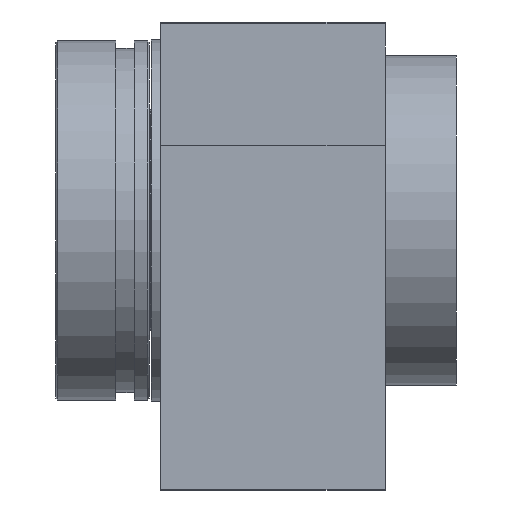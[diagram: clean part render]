
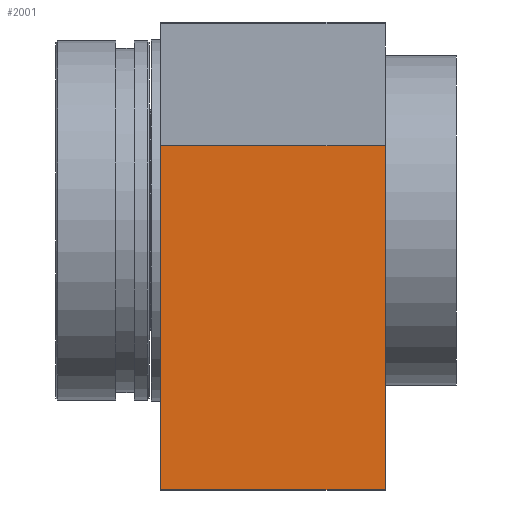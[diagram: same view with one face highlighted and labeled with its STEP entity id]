
A CAD part, left-side view. The second image highlights one B-rep face of the part: STEP entity #2001.
In plain terms, the highlighted planar face has unit normal (-1, 0, 0).
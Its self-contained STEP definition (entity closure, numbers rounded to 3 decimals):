
#100=PLANE('',#2181);
#147=FACE_OUTER_BOUND('',#256,.T.);
#256=EDGE_LOOP('',(#1373,#1374,#1375,#1376));
#398=LINE('',#3167,#537);
#399=LINE('',#3169,#538);
#400=LINE('',#3171,#539);
#401=LINE('',#3172,#540);
#537=VECTOR('',#2477,10.);
#538=VECTOR('',#2478,1000.);
#539=VECTOR('',#2479,10.);
#540=VECTOR('',#2480,1000.);
#843=VERTEX_POINT('',#3165);
#844=VERTEX_POINT('',#3166);
#845=VERTEX_POINT('',#3168);
#846=VERTEX_POINT('',#3170);
#1067=EDGE_CURVE('',#843,#844,#398,.T.);
#1068=EDGE_CURVE('',#845,#843,#399,.T.);
#1069=EDGE_CURVE('',#846,#845,#400,.T.);
#1070=EDGE_CURVE('',#846,#844,#401,.T.);
#1373=ORIENTED_EDGE('',*,*,#1067,.F.);
#1374=ORIENTED_EDGE('',*,*,#1068,.F.);
#1375=ORIENTED_EDGE('',*,*,#1069,.F.);
#1376=ORIENTED_EDGE('',*,*,#1070,.T.);
#2001=ADVANCED_FACE('',(#147),#100,.F.);
#2181=AXIS2_PLACEMENT_3D('',#3164,#2475,#2476);
#2475=DIRECTION('center_axis',(1.,0.,0.));
#2476=DIRECTION('ref_axis',(0.,0.,1.));
#2477=DIRECTION('',(0.,0.,-1.));
#2478=DIRECTION('',(0.,-1.,0.));
#2479=DIRECTION('',(0.,0.,1.));
#2480=DIRECTION('',(0.,-1.,0.));
#3164=CARTESIAN_POINT('Origin',(-146.5,60.,-7.951));
#3165=CARTESIAN_POINT('',(-146.5,0.,92.));
#3166=CARTESIAN_POINT('',(-146.5,0.,0.));
#3167=CARTESIAN_POINT('',(-146.5,0.,32.024));
#3168=CARTESIAN_POINT('',(-146.5,60.,92.));
#3169=CARTESIAN_POINT('',(-146.5,60.,92.));
#3170=CARTESIAN_POINT('',(-146.5,60.,0.));
#3171=CARTESIAN_POINT('',(-146.5,60.,-77.226));
#3172=CARTESIAN_POINT('',(-146.5,60.,0.));
